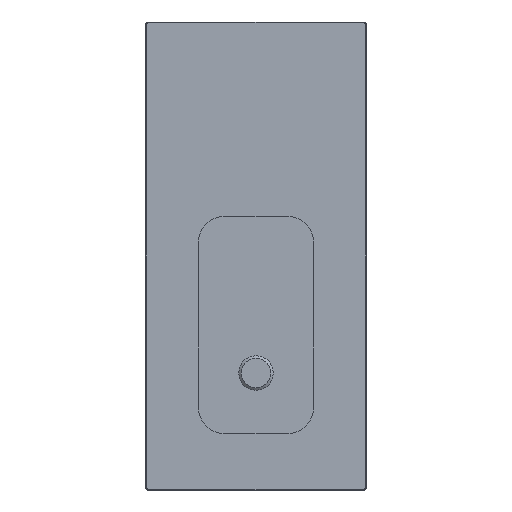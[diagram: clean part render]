
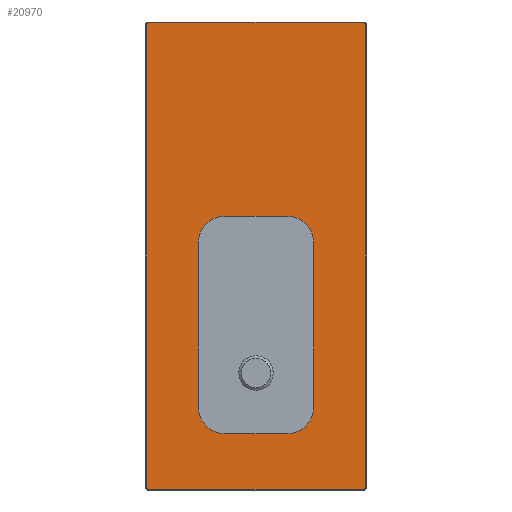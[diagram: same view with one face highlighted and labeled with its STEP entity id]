
A CAD part, front view. The second image highlights one B-rep face of the part: STEP entity #20970.
In plain terms, the highlighted planar face has unit normal (0, -1, 0).
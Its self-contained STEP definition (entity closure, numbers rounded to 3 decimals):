
#20563=DIRECTION('',(0.,0.,-1.));
#20564=VECTOR('',#20563,590.932);
#20565=CARTESIAN_POINT('',(210.53,-40.,470.169));
#20566=LINE('',#20565,#20564);
#20567=CARTESIAN_POINT('',(110.53,-40.,470.169));
#20568=DIRECTION('',(0.,1.,0.));
#20569=DIRECTION('',(0.,0.,1.));
#20570=AXIS2_PLACEMENT_3D('',#20567,#20568,#20569);
#20572=DIRECTION('',(1.,0.,0.));
#20573=VECTOR('',#20572,221.059);
#20574=CARTESIAN_POINT('',(-110.53,-40.,570.169));
#20575=LINE('',#20574,#20573);
#20576=CARTESIAN_POINT('',(-110.53,-40.,470.169));
#20577=DIRECTION('',(0.,1.,0.));
#20578=DIRECTION('',(-1.,0.,0.));
#20579=AXIS2_PLACEMENT_3D('',#20576,#20577,#20578);
#20581=DIRECTION('',(0.,0.,1.));
#20582=VECTOR('',#20581,590.932);
#20583=CARTESIAN_POINT('',(-210.53,-40.,-120.762));
#20584=LINE('',#20583,#20582);
#20585=CARTESIAN_POINT('',(-110.53,-40.,-120.762));
#20586=DIRECTION('',(0.,1.,0.));
#20587=DIRECTION('',(0.,0.,-1.));
#20588=AXIS2_PLACEMENT_3D('',#20585,#20586,#20587);
#20590=DIRECTION('',(-1.,0.,0.));
#20591=VECTOR('',#20590,221.059);
#20592=CARTESIAN_POINT('',(110.53,-40.,-220.762));
#20593=LINE('',#20592,#20591);
#20594=CARTESIAN_POINT('',(110.53,-40.,-120.762));
#20595=DIRECTION('',(0.,1.,0.));
#20596=DIRECTION('',(1.,0.,0.));
#20597=AXIS2_PLACEMENT_3D('',#20594,#20595,#20596);
#20599=CARTESIAN_POINT('',(-393.,-40.,-418.));
#20600=DIRECTION('',(0.,-1.,0.));
#20601=DIRECTION('',(-1.,0.,0.));
#20602=AXIS2_PLACEMENT_3D('',#20599,#20600,#20601);
#20608=DIRECTION('',(1.,0.,0.));
#20609=VECTOR('',#20608,786.);
#20610=CARTESIAN_POINT('',(-393.,-40.,-422.));
#20611=LINE('',#20610,#20609);
#20616=CARTESIAN_POINT('',(393.,-40.,-418.));
#20617=DIRECTION('',(0.,-1.,0.));
#20618=DIRECTION('',(0.,0.,-1.));
#20619=AXIS2_PLACEMENT_3D('',#20616,#20617,#20618);
#20625=DIRECTION('',(0.,0.,1.));
#20626=VECTOR('',#20625,1686.);
#20627=CARTESIAN_POINT('',(397.,-40.,-418.));
#20628=LINE('',#20627,#20626);
#20633=CARTESIAN_POINT('',(393.,-40.,1268.));
#20634=DIRECTION('',(0.,-1.,0.));
#20635=DIRECTION('',(1.,0.,0.));
#20636=AXIS2_PLACEMENT_3D('',#20633,#20634,#20635);
#20642=DIRECTION('',(-1.,0.,0.));
#20643=VECTOR('',#20642,786.);
#20644=CARTESIAN_POINT('',(393.,-40.,1272.));
#20645=LINE('',#20644,#20643);
#20650=CARTESIAN_POINT('',(-393.,-40.,1268.));
#20651=DIRECTION('',(0.,-1.,0.));
#20652=DIRECTION('',(0.,0.,1.));
#20653=AXIS2_PLACEMENT_3D('',#20650,#20651,#20652);
#20659=DIRECTION('',(0.,0.,-1.));
#20660=VECTOR('',#20659,1686.);
#20661=CARTESIAN_POINT('',(-397.,-40.,1268.));
#20662=LINE('',#20661,#20660);
#20691=CARTESIAN_POINT('',(210.53,-40.,470.169));
#20692=CARTESIAN_POINT('',(210.53,-40.,-120.762));
#20693=VERTEX_POINT('',#20691);
#20694=VERTEX_POINT('',#20692);
#20695=CARTESIAN_POINT('',(110.53,-40.,-220.762));
#20696=VERTEX_POINT('',#20695);
#20697=CARTESIAN_POINT('',(-110.53,-40.,-220.762));
#20698=VERTEX_POINT('',#20697);
#20699=CARTESIAN_POINT('',(-210.53,-40.,-120.762));
#20700=VERTEX_POINT('',#20699);
#20701=CARTESIAN_POINT('',(-210.53,-40.,470.169));
#20702=VERTEX_POINT('',#20701);
#20703=CARTESIAN_POINT('',(-110.53,-40.,570.169));
#20704=VERTEX_POINT('',#20703);
#20705=CARTESIAN_POINT('',(110.53,-40.,570.169));
#20706=VERTEX_POINT('',#20705);
#20707=CARTESIAN_POINT('',(-397.,-40.,-418.));
#20708=CARTESIAN_POINT('',(-393.,-40.,-422.));
#20709=VERTEX_POINT('',#20707);
#20710=VERTEX_POINT('',#20708);
#20711=CARTESIAN_POINT('',(393.,-40.,-422.));
#20712=VERTEX_POINT('',#20711);
#20713=CARTESIAN_POINT('',(397.,-40.,-418.));
#20714=VERTEX_POINT('',#20713);
#20715=CARTESIAN_POINT('',(397.,-40.,1268.));
#20716=VERTEX_POINT('',#20715);
#20717=CARTESIAN_POINT('',(393.,-40.,1272.));
#20718=VERTEX_POINT('',#20717);
#20719=CARTESIAN_POINT('',(-393.,-40.,1272.));
#20720=VERTEX_POINT('',#20719);
#20721=CARTESIAN_POINT('',(-397.,-40.,1268.));
#20722=VERTEX_POINT('',#20721);
#20937=CARTESIAN_POINT('',(0.,-40.,0.));
#20938=DIRECTION('',(0.,-1.,0.));
#20939=DIRECTION('',(0.,0.,-1.));
#20940=AXIS2_PLACEMENT_3D('',#20937,#20938,#20939);
#20941=PLANE('',#20940);
#20943=ORIENTED_EDGE('',*,*,#20942,.F.);
#20945=ORIENTED_EDGE('',*,*,#20944,.F.);
#20947=ORIENTED_EDGE('',*,*,#20946,.F.);
#20949=ORIENTED_EDGE('',*,*,#20948,.F.);
#20951=ORIENTED_EDGE('',*,*,#20950,.F.);
#20953=ORIENTED_EDGE('',*,*,#20952,.F.);
#20955=ORIENTED_EDGE('',*,*,#20954,.F.);
#20957=ORIENTED_EDGE('',*,*,#20956,.F.);
#20958=EDGE_LOOP('',(#20943,#20945,#20947,#20949,#20951,#20953,#20955,#20957));
#20959=FACE_OUTER_BOUND('',#20958,.F.);
#20960=ORIENTED_EDGE('',*,*,#20833,.F.);
#20961=ORIENTED_EDGE('',*,*,#20848,.F.);
#20962=ORIENTED_EDGE('',*,*,#20862,.F.);
#20963=ORIENTED_EDGE('',*,*,#20876,.F.);
#20964=ORIENTED_EDGE('',*,*,#20890,.F.);
#20965=ORIENTED_EDGE('',*,*,#20904,.F.);
#20966=ORIENTED_EDGE('',*,*,#20918,.F.);
#20967=ORIENTED_EDGE('',*,*,#20931,.F.);
#20968=EDGE_LOOP('',(#20960,#20961,#20962,#20963,#20964,#20965,#20966,#20967));
#20969=FACE_BOUND('',#20968,.F.);
#20970=ADVANCED_FACE('',(#20959,#20969),#20941,.T.);
#20571=CIRCLE('',#20570,100.);
#20580=CIRCLE('',#20579,100.);
#20589=CIRCLE('',#20588,100.);
#20598=CIRCLE('',#20597,100.);
#20603=CIRCLE('',#20602,4.);
#20620=CIRCLE('',#20619,4.);
#20637=CIRCLE('',#20636,4.);
#20654=CIRCLE('',#20653,4.);
#20833=EDGE_CURVE('',#20693,#20694,#20566,.T.);
#20848=EDGE_CURVE('',#20706,#20693,#20571,.T.);
#20862=EDGE_CURVE('',#20704,#20706,#20575,.T.);
#20876=EDGE_CURVE('',#20702,#20704,#20580,.T.);
#20890=EDGE_CURVE('',#20700,#20702,#20584,.T.);
#20904=EDGE_CURVE('',#20698,#20700,#20589,.T.);
#20918=EDGE_CURVE('',#20696,#20698,#20593,.T.);
#20931=EDGE_CURVE('',#20694,#20696,#20598,.T.);
#20942=EDGE_CURVE('',#20709,#20710,#20603,.T.);
#20944=EDGE_CURVE('',#20722,#20709,#20662,.T.);
#20946=EDGE_CURVE('',#20720,#20722,#20654,.T.);
#20948=EDGE_CURVE('',#20718,#20720,#20645,.T.);
#20950=EDGE_CURVE('',#20716,#20718,#20637,.T.);
#20952=EDGE_CURVE('',#20714,#20716,#20628,.T.);
#20954=EDGE_CURVE('',#20712,#20714,#20620,.T.);
#20956=EDGE_CURVE('',#20710,#20712,#20611,.T.);
